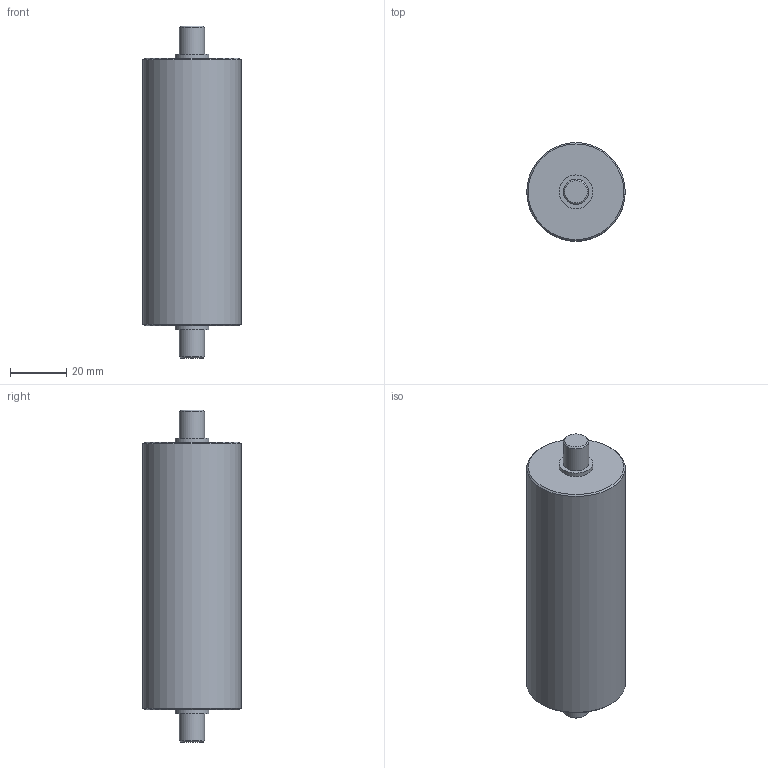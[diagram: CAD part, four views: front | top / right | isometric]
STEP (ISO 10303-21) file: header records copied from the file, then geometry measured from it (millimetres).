
FILE_DESCRIPTION(/* description */ ('Rolete de Apoio da Correia','CAx-IF Rec.Pracs.---Representation and Presentation of Product Manufacturing Information (PMI)---4.0---2014-10-13'),/* implementation_level */ '2;1');
FILE_NAME(/* name */ 'MD03-002-1208-0031.stp',/* time_stamp */ '2025-08-19T11:46:44-04:00',/* author */ ('wandr'),/* organization */ ('ELGIN'),/* preprocessor_version */ 'ST-DEVELOPER v20.1',/* originating_system */ 'Autodesk Inventor 2026',/* authorisation */ '');
FILE_SCHEMA (('AP242_MANAGED_MODEL_BASED_3D_ENGINEERING_MIM_LF { 1 0 10303 442 2 1 4 }'));
Length unit declared in the file: millimetre
Products named in the file (1): MD03-002-1208-0031
Bounding box: 35 x 35 x 118 mm (x, y, z)
Volume: 92978.3 mm3; surface area: 12966.3 mm2
Topology: 1 solids, 1 shells, 15 faces, 27 edges, 18 vertices
Faces by surface type: plane 6, cylinder 5, cone 4
Full cylindrical faces by diameter (mm): 9 x2, 12 x2, 35 x1
Entity records: 588 total; most frequent: DIRECTION 115, CARTESIAN_POINT 88, ORIENTED_EDGE 54, AXIS2_PLACEMENT_3D 53, EDGE_CURVE 27, CIRCLE 21, EDGE_LOOP 19, VERTEX_POINT 18
